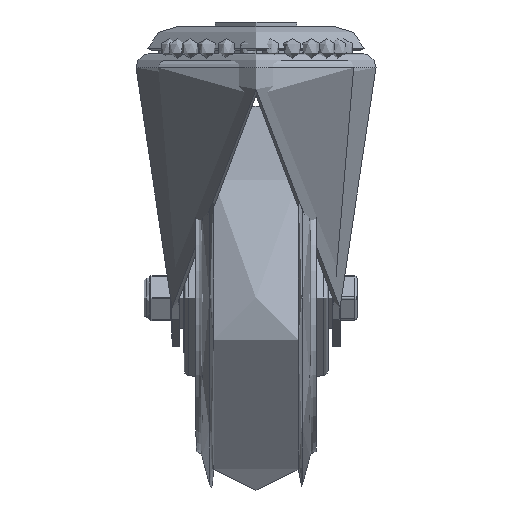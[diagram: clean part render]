
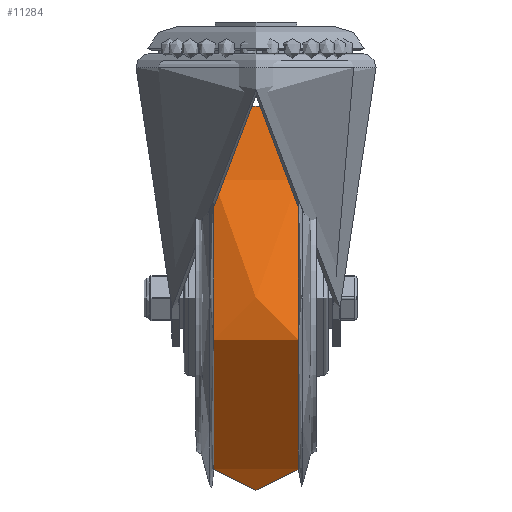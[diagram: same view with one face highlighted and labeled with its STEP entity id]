
A CAD part, left-side view. The second image highlights one B-rep face of the part: STEP entity #11284.
In plain terms, the highlighted free-form (B-spline) face has degree [2, 2] with [3, 9] control points.
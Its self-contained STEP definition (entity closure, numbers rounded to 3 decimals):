
#30=(
BOUNDED_SURFACE()
B_SPLINE_SURFACE(2,2,((#17047,#17048,#17049,#17050,#17051,#17052,#17053,
#17054,#17055),(#17056,#17057,#17058,#17059,#17060,#17061,#17062,#17063,
#17064),(#17065,#17066,#17067,#17068,#17069,#17070,#17071,#17072,#17073)),
 .UNSPECIFIED.,.F.,.T.,.F.)
B_SPLINE_SURFACE_WITH_KNOTS((3,3),(3,2,2,2,3),(-0.097,0.097),
(-3.142,-1.571,0.,1.571,3.142),
 .UNSPECIFIED.)
GEOMETRIC_REPRESENTATION_ITEM()
RATIONAL_B_SPLINE_SURFACE(((1.,0.707,1.,0.707,1.,
0.707,1.,0.707,1.),(0.995,0.704,
0.995,0.704,0.995,0.704,0.995,
0.704,0.995),(1.,0.707,1.,0.707,
1.,0.707,1.,0.707,1.)))
REPRESENTATION_ITEM('')
SURFACE()
);
#2629=FACE_OUTER_BOUND('',#3329,.T.);
#3329=EDGE_LOOP('',(#8143,#8144,#8145,#8146));
#4111=CIRCLE('',#12297,79.141);
#4112=CIRCLE('',#12298,181.);
#4113=CIRCLE('',#12299,79.141);
#5107=VERTEX_POINT('',#17044);
#5108=VERTEX_POINT('',#17074);
#6276=EDGE_CURVE('',#5107,#5107,#4111,.T.);
#6277=EDGE_CURVE('',#5107,#5108,#4112,.T.);
#6278=EDGE_CURVE('',#5108,#5108,#4113,.T.);
#8143=ORIENTED_EDGE('',*,*,#6276,.F.);
#8144=ORIENTED_EDGE('',*,*,#6277,.T.);
#8145=ORIENTED_EDGE('',*,*,#6278,.T.);
#8146=ORIENTED_EDGE('',*,*,#6277,.F.);
#11284=ADVANCED_FACE('',(#2629),#30,.F.);
#12297=AXIS2_PLACEMENT_3D('',#17046,#13652,#13653);
#12298=AXIS2_PLACEMENT_3D('',#17075,#13654,#13655);
#12299=AXIS2_PLACEMENT_3D('',#17076,#13656,#13657);
#13652=DIRECTION('center_axis',(0.,-1.,0.));
#13653=DIRECTION('ref_axis',(0.,0.,
1.));
#13654=DIRECTION('center_axis',(-1.,0.,0.));
#13655=DIRECTION('ref_axis',(0.,0.,1.));
#13656=DIRECTION('center_axis',(0.,-1.,0.));
#13657=DIRECTION('ref_axis',(0.,0.,
1.));
#17044=CARTESIAN_POINT('',(0.,-17.618,79.141));
#17046=CARTESIAN_POINT('Origin',(0.,-17.618,
0.));
#17047=CARTESIAN_POINT('Ctrl Pts',(0.,17.618,
79.141));
#17048=CARTESIAN_POINT('Ctrl Pts',(-79.141,17.618,79.141));
#17049=CARTESIAN_POINT('Ctrl Pts',(-79.141,17.618,0.));
#17050=CARTESIAN_POINT('Ctrl Pts',(-79.141,17.618,-79.141));
#17051=CARTESIAN_POINT('Ctrl Pts',(0.,17.618,
-79.141));
#17052=CARTESIAN_POINT('Ctrl Pts',(79.141,17.618,-79.141));
#17053=CARTESIAN_POINT('Ctrl Pts',(79.141,17.618,0.));
#17054=CARTESIAN_POINT('Ctrl Pts',(79.141,17.618,79.141));
#17055=CARTESIAN_POINT('Ctrl Pts',(0.,17.618,
79.141));
#17056=CARTESIAN_POINT('Ctrl Pts',(0.,0.,
80.864));
#17057=CARTESIAN_POINT('Ctrl Pts',(-80.864,0.,
80.864));
#17058=CARTESIAN_POINT('Ctrl Pts',(-80.864,0.,
0.));
#17059=CARTESIAN_POINT('Ctrl Pts',(-80.864,0.,
-80.864));
#17060=CARTESIAN_POINT('Ctrl Pts',(0.,0.,
-80.864));
#17061=CARTESIAN_POINT('Ctrl Pts',(80.864,0.,
-80.864));
#17062=CARTESIAN_POINT('Ctrl Pts',(80.864,0.,
0.));
#17063=CARTESIAN_POINT('Ctrl Pts',(80.864,0.,
80.864));
#17064=CARTESIAN_POINT('Ctrl Pts',(0.,0.,
80.864));
#17065=CARTESIAN_POINT('Ctrl Pts',(0.,-17.618,
79.141));
#17066=CARTESIAN_POINT('Ctrl Pts',(-79.141,-17.618,
79.141));
#17067=CARTESIAN_POINT('Ctrl Pts',(-79.141,-17.618,
0.));
#17068=CARTESIAN_POINT('Ctrl Pts',(-79.141,-17.618,
-79.141));
#17069=CARTESIAN_POINT('Ctrl Pts',(0.,-17.618,
-79.141));
#17070=CARTESIAN_POINT('Ctrl Pts',(79.141,-17.618,-79.141));
#17071=CARTESIAN_POINT('Ctrl Pts',(79.141,-17.618,0.));
#17072=CARTESIAN_POINT('Ctrl Pts',(79.141,-17.618,79.141));
#17073=CARTESIAN_POINT('Ctrl Pts',(0.,-17.618,
79.141));
#17074=CARTESIAN_POINT('',(0.,17.618,79.141));
#17075=CARTESIAN_POINT('Origin',(0.,0.,
-101.));
#17076=CARTESIAN_POINT('Origin',(0.,17.618,0.));
